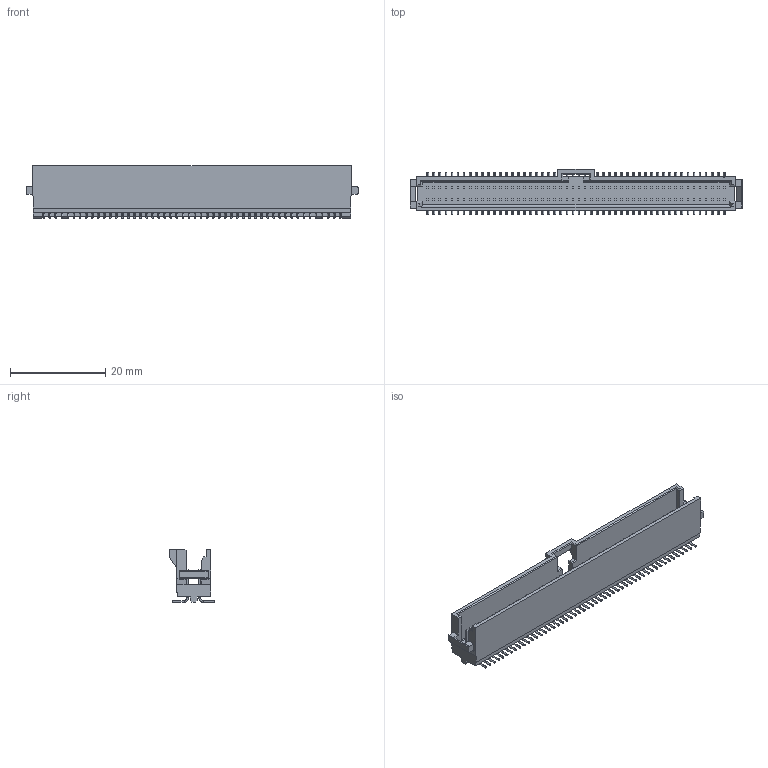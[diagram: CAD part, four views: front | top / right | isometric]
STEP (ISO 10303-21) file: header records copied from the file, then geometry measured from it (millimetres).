
FILE_DESCRIPTION((''),'2;1');
FILE_NAME('C-5-147377-8','2018-02-16T',('workeradm'),('TE Connectivity Ltd.'),'CREO PARAMETRIC BY PTC INC, 2016050','CREO PARAMETRIC BY PTC INC, 2016050','');
FILE_SCHEMA(('AUTOMOTIVE_DESIGN { 1 0 10303 214 1 1 1 1 }'));
Length unit declared in the file: millimetre
Products named in the file (1): C-5-147377-8
Bounding box: 69.7 x 9.53 x 11.05 mm (x, y, z)
Volume: 2394.6 mm3; surface area: 4443 mm2
Topology: 1 solids, 1 shells, 1327 faces, 2967 edges, 1836 vertices
Faces by surface type: plane 708, cylinder 419, torus 200
Entity records: 36724 total; most frequent: DIRECTION 6643, CARTESIAN_POINT 6199, ORIENTED_EDGE 5934, EDGE_CURVE 2967, AXIS2_PLACEMENT_3D 2355, VECTOR 1933, LINE 1933, VERTEX_POINT 1836
